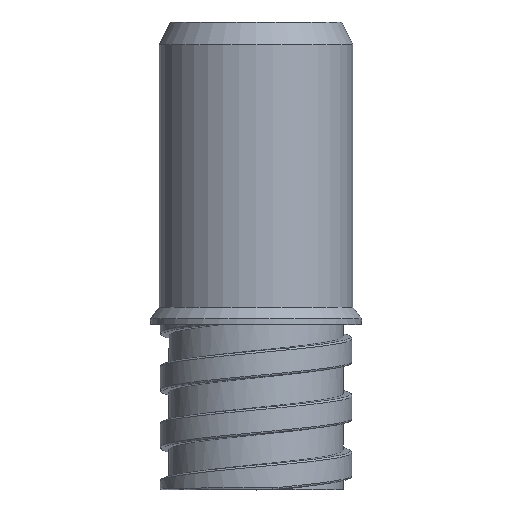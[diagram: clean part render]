
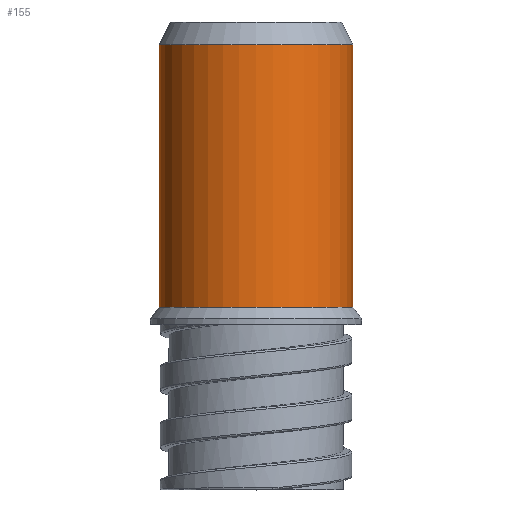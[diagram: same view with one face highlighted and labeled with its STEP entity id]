
A CAD part, top view. The second image highlights one B-rep face of the part: STEP entity #155.
In plain terms, the highlighted cylindrical face has radius 17 mm (diameter 34 mm), a full revolution.
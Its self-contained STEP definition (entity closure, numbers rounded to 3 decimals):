
#73=CARTESIAN_POINT('',(1.688,-0.1,-0.018));
#74=VERTEX_POINT('',#73);
#75=CARTESIAN_POINT('',(-15.312,-0.1,-0.018));
#76=DIRECTION('',(0.0,-1.0,0.0));
#77=DIRECTION('',(-1.0,0.0,0.0));
#78=AXIS2_PLACEMENT_3D('',#75,#76,#77);
#79=CIRCLE('',#78,17.0);
#80=EDGE_CURVE('',#74,#74,#79,.T.);
#132=CARTESIAN_POINT('',(1.688,45.9,-0.018));
#133=VERTEX_POINT('',#132);
#134=CARTESIAN_POINT('',(-15.312,45.9,-0.018));
#135=DIRECTION('',(0.0,1.0,0.0));
#136=DIRECTION('',(-1.0,0.0,0.0));
#137=AXIS2_PLACEMENT_3D('',#134,#135,#136);
#138=CIRCLE('',#137,17.0);
#139=EDGE_CURVE('',#133,#133,#138,.T.);
#144=CARTESIAN_POINT('',(-15.312,-0.1,-0.018));
#145=DIRECTION('',(0.0,1.0,0.0));
#146=DIRECTION('',(-1.0,0.0,0.0));
#147=AXIS2_PLACEMENT_3D('',#144,#145,#146);
#148=CYLINDRICAL_SURFACE('',#147,17.0);
#149=ORIENTED_EDGE('',*,*,#80,.F.);
#150=EDGE_LOOP('',(#149));
#151=FACE_OUTER_BOUND('',#150,.T.);
#152=ORIENTED_EDGE('',*,*,#139,.F.);
#153=EDGE_LOOP('',(#152));
#154=FACE_BOUND('',#153,.T.);
#155=ADVANCED_FACE('',(#151,#154),#148,.T.);
